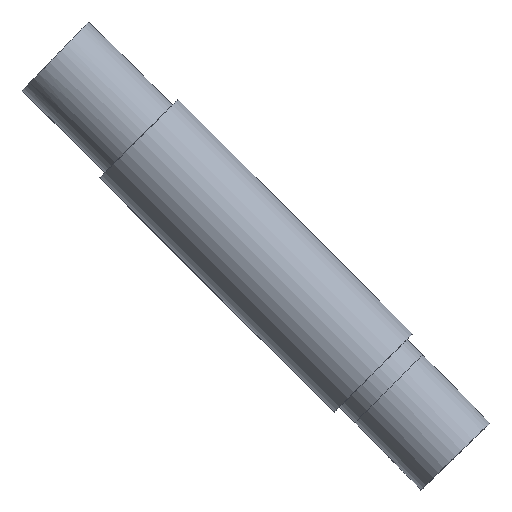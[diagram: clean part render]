
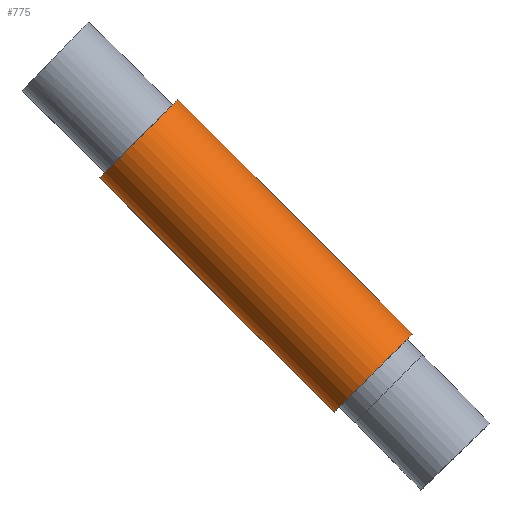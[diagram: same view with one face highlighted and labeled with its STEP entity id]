
A CAD part, top view. The second image highlights one B-rep face of the part: STEP entity #775.
In plain terms, the highlighted cylindrical face has radius 7.5 mm (diameter 15 mm), a partial arc.
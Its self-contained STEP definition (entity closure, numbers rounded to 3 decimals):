
#32=CYLINDRICAL_SURFACE('',#864,7.5);
#107=FACE_OUTER_BOUND('',#160,.T.);
#160=EDGE_LOOP('',(#665,#666,#667,#668));
#210=LINE('',#1398,#268);
#225=LINE('',#1483,#283);
#268=VECTOR('',#1014,10.);
#283=VECTOR('',#1063,10.);
#291=CIRCLE('',#802,7.5);
#308=CIRCLE('',#841,7.5);
#321=VERTEX_POINT('',#1109);
#322=VERTEX_POINT('',#1110);
#364=VERTEX_POINT('',#1381);
#365=VERTEX_POINT('',#1382);
#395=EDGE_CURVE('',#321,#322,#291,.T.);
#453=EDGE_CURVE('',#364,#365,#308,.T.);
#461=EDGE_CURVE('',#364,#321,#210,.T.);
#486=EDGE_CURVE('',#365,#322,#225,.T.);
#665=ORIENTED_EDGE('',*,*,#486,.T.);
#666=ORIENTED_EDGE('',*,*,#395,.F.);
#667=ORIENTED_EDGE('',*,*,#461,.F.);
#668=ORIENTED_EDGE('',*,*,#453,.T.);
#775=ADVANCED_FACE('',(#107),#32,.T.);
#802=AXIS2_PLACEMENT_3D('',#1111,#887,#888);
#841=AXIS2_PLACEMENT_3D('',#1383,#994,#995);
#864=AXIS2_PLACEMENT_3D('',#1482,#1061,#1062);
#887=DIRECTION('center_axis',(-0.707,0.707,0.));
#888=DIRECTION('ref_axis',(0.,0.,1.));
#994=DIRECTION('center_axis',(-0.707,0.707,0.));
#995=DIRECTION('ref_axis',(0.,0.,1.));
#1014=DIRECTION('',(-0.707,0.707,0.));
#1061=DIRECTION('center_axis',(-0.707,0.707,0.));
#1062=DIRECTION('ref_axis',(0.,0.,1.));
#1063=DIRECTION('',(-0.707,0.707,0.));
#1109=CARTESIAN_POINT('',(-2255.313,3125.831,-178.76));
#1110=CARTESIAN_POINT('',(-2244.707,3136.437,-178.762));
#1111=CARTESIAN_POINT('Origin',(-2250.01,3131.134,-178.761));
#1381=CARTESIAN_POINT('',(-2223.494,3094.011,-178.76));
#1382=CARTESIAN_POINT('',(-2212.887,3104.617,-178.762));
#1383=CARTESIAN_POINT('Origin',(-2218.19,3099.314,-178.761));
#1398=CARTESIAN_POINT('',(-2223.494,3094.011,-178.76));
#1482=CARTESIAN_POINT('Origin',(-2250.01,3131.134,-178.761));
#1483=CARTESIAN_POINT('',(-2212.887,3104.617,-178.762));
